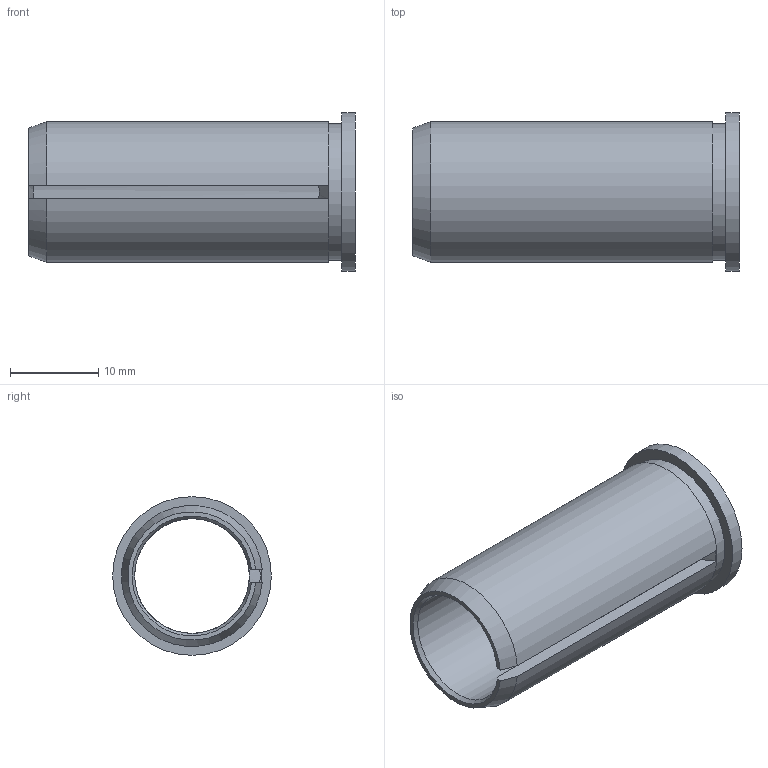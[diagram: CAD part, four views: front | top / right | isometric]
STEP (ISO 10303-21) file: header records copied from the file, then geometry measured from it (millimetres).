
FILE_DESCRIPTION (( 'STEP AP214' ), '1' );
FILE_NAME ('U13.U16.001.037.STEP', '2020-08-14T11:08:09', ( '' ), ( '' ), 'SwSTEP 2.0', 'SolidWorks 2017', '' );
FILE_SCHEMA (( 'AUTOMOTIVE_DESIGN' ));
Length unit declared in the file: millimetre
Products named in the file (1): U13.U16.001.037
Bounding box: 37 x 18 x 18 mm (x, y, z)
Volume: 2473.9 mm3; surface area: 3596.4 mm2
Topology: 1 solids, 1 shells, 14 faces, 32 edges, 21 vertices
Faces by surface type: plane 6, cylinder 5, cone 3
Full cylindrical faces by diameter (mm): 13 x1, 15.5 x1, 18 x1
Entity records: 415 total; most frequent: CARTESIAN_POINT 77, DIRECTION 65, ORIENTED_EDGE 54, AXIS2_PLACEMENT_3D 28, EDGE_CURVE 27, EDGE_LOOP 21, VERTEX_POINT 20, FACE_OUTER_BOUND 17
